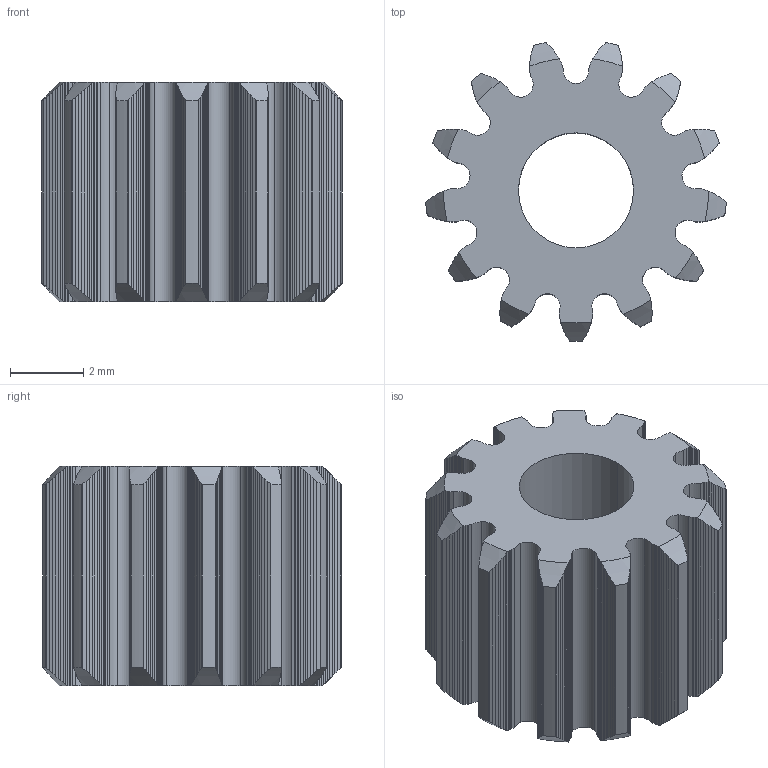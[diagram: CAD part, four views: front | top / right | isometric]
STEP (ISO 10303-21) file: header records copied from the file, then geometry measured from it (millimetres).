
FILE_DESCRIPTION (( 'STEP AP203' ), '1' );
FILE_NAME ('REV-41-1608.STEP', '2019-11-12T21:10:49', ( '' ), ( '' ), 'SwSTEP 2.0', 'SolidWorks 2018', '' );
FILE_SCHEMA (( 'CONFIG_CONTROL_DESIGN' ));
Length unit declared in the file: millimetre
Products named in the file (1): REV-41-1608
Bounding box: 8.22 x 8.17 x 6 mm (x, y, z)
Volume: 187.7 mm3; surface area: 370.4 mm2
Topology: 1 solids, 1 shells, 424 faces, 1526 edges, 1104 vertices
Faces by surface type: plane 340, cylinder 32, bspline 26, cone 26
Entity records: 17657 total; most frequent: CARTESIAN_POINT 5889, ORIENTED_EDGE 3052, DIRECTION 1634, EDGE_CURVE 1526, VERTEX_POINT 1104, B_SPLINE_CURVE_WITH_KNOTS 780, LINE 656, VECTOR 656
